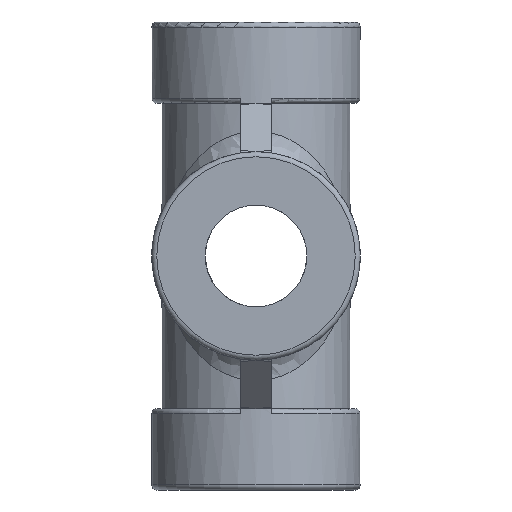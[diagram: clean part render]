
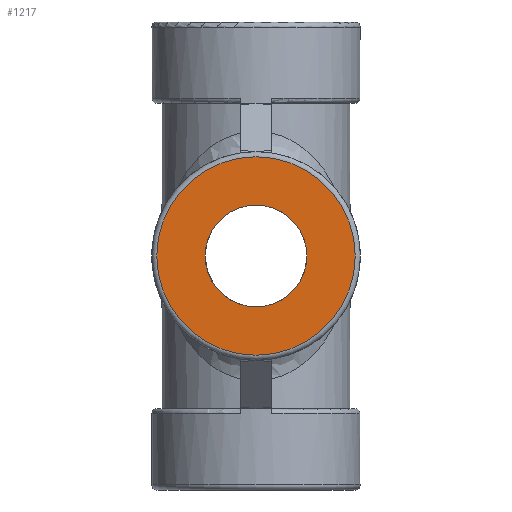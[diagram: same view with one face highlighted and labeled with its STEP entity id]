
A CAD part, front view. The second image highlights one B-rep face of the part: STEP entity #1217.
In plain terms, the highlighted planar face has unit normal (0, -1, 0).
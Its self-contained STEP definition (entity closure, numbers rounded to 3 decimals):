
#121=PLANE('',#1345);
#153=CIRCLE('',#1338,5.);
#155=CIRCLE('',#1346,9.75);
#288=ORIENTED_EDGE('',*,*,#650,.T.);
#289=ORIENTED_EDGE('',*,*,#644,.T.);
#644=EDGE_CURVE('',#815,#815,#153,.T.);
#650=EDGE_CURVE('',#819,#819,#155,.F.);
#815=VERTEX_POINT('',#1855);
#819=VERTEX_POINT('',#1867);
#1017=EDGE_LOOP('',(#288));
#1018=EDGE_LOOP('',(#289));
#1110=FACE_BOUND('',#1017,.T.);
#1111=FACE_BOUND('',#1018,.T.);
#1217=ADVANCED_FACE('',(#1110,#1111),#121,.F.);
#1338=AXIS2_PLACEMENT_3D('',#1854,#1546,#1547);
#1345=AXIS2_PLACEMENT_3D('',#1865,#1560,#1561);
#1346=AXIS2_PLACEMENT_3D('',#1866,#1562,#1563);
#1546=DIRECTION('',(0.,1.,0.));
#1547=DIRECTION('',(1.,0.,0.));
#1560=DIRECTION('',(0.,1.,0.));
#1561=DIRECTION('',(0.,0.,1.));
#1562=DIRECTION('',(0.,1.,0.));
#1563=DIRECTION('',(0.,0.,1.));
#1854=CARTESIAN_POINT('',(0.,-23.,0.));
#1855=CARTESIAN_POINT('',(5.,-23.,0.));
#1865=CARTESIAN_POINT('',(0.,-23.,0.));
#1866=CARTESIAN_POINT('',(0.,-23.,0.));
#1867=CARTESIAN_POINT('',(0.,-23.,9.75));
